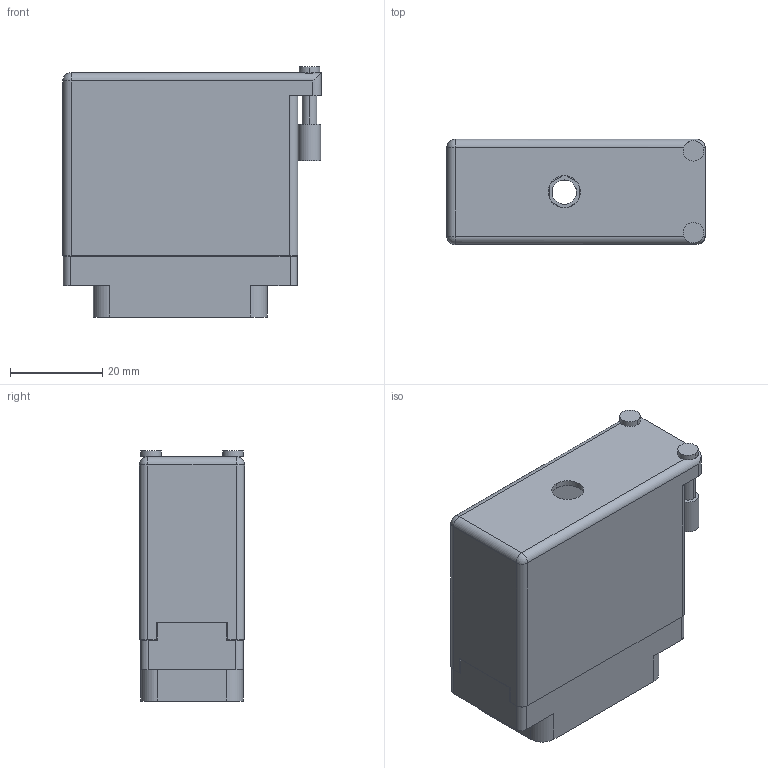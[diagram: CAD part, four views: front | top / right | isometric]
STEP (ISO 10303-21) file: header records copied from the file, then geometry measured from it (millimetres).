
FILE_DESCRIPTION (( 'STEP AP203' ), '1' );
FILE_NAME ('516-038-501-150.STEP', '2020-09-07T03:45:10', ( '' ), ( '' ), 'SwSTEP 2.0', 'SolidWorks 2020', '' );
FILE_SCHEMA (( 'CONFIG_CONTROL_DESIGN' ));
Length unit declared in the file: inch
Products named in the file (4): 516-230-001_Metal - 038 Side Entry; 516 Plug Insulator_038; 516-038-501-150; 516-292-001_501 Contact
Assembly tree (40 placements, depth 2):
  516-038-501-150
    516 Plug Insulator_038
    516-292-001_501 Contact  x38
    516-230-001_Metal - 038 Side Entry
Bounding box: 56.08 x 22.83 x 54.31 mm (x, y, z)
Volume: 18970.8 mm3; surface area: 32067.3 mm2
Topology: 40 solids, 40 shells, 3684 faces, 10671 edges, 7082 vertices
Faces by surface type: plane 2232, cylinder 1220, bspline 228, cone 2, sphere 2
Entity records: 35726 total; most frequent: CARTESIAN_POINT 6338, ORIENTED_EDGE 5946, DIRECTION 5779, EDGE_CURVE 2973, VECTOR 2203, LINE 2203, VERTEX_POINT 1976, AXIS2_PLACEMENT_3D 1788
